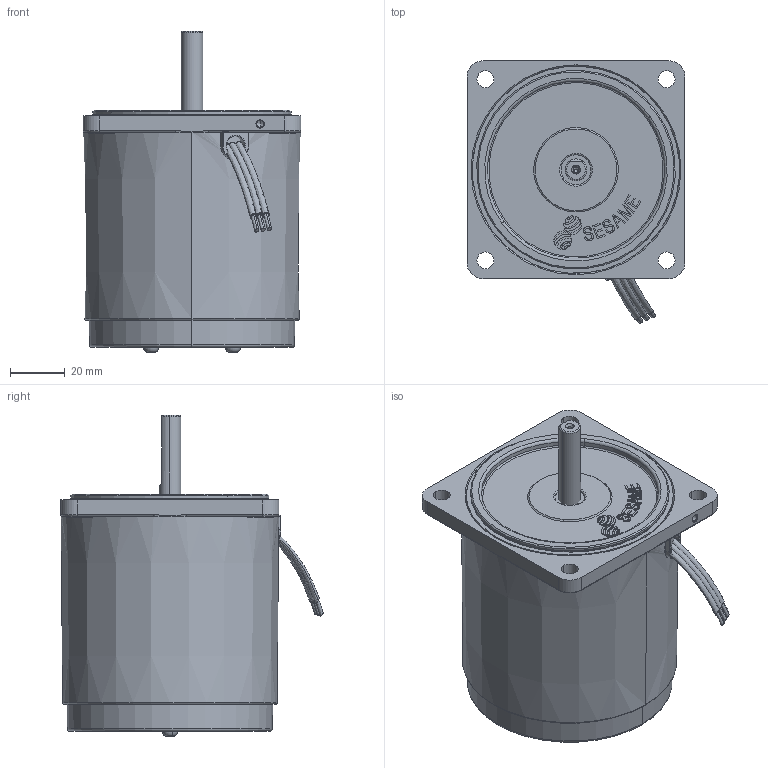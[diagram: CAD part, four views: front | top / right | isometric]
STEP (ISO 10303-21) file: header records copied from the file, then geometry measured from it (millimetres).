
FILE_DESCRIPTION (( 'STEP AP203' ), '1' );
FILE_NAME ('4RK25A-¡¼-5C150¡¼0000Z0.STEP', '2018-01-02T02:43:19', ( '' ), ( '' ), 'SwSTEP 2.0', 'SolidWorks 2010', '' );
FILE_SCHEMA (( 'CONFIG_CONTROL_DESIGN' ));
Length unit declared in the file: millimetre
Products named in the file (8): 出口線-3條; 4RK25A-〖-5C150〖0000Z0; 丸頭十字螺絲M3x6_B18.6.7M - M3 x 0.5 x 8 Type I Cross Recessed PHMS --8C; 線扣; M425A-RK_成品; C475-C473_C475成品-車工; 25A_3.研磨; 彈簧壓板M4φ40x1t_Default
Assembly tree (8 placements, depth 2):
  4RK25A-〖-5C150〖0000Z0
    丸頭十字螺絲M3x6_B18.6.7M - M3 x 0.5 x 8 Type I Cross Recessed PHMS --8C  x2
    出口線-3條
    C475-C473_C475成品-車工
    線扣
    彈簧壓板M4φ40x1t_Default
    M425A-RK_成品
    25A_3.研磨
Bounding box: 80 x 96.22 x 117.96 mm (x, y, z)
Volume: 421565 mm3; surface area: 50140.7 mm2
Topology: 10 solids, 10 shells, 520 faces, 1332 edges, 858 vertices
Faces by surface type: cylinder 215, plane 165, torus 59, bspline 47, cone 26, sphere 8
Entity records: 19308 total; most frequent: CARTESIAN_POINT 6296, DIRECTION 2675, ORIENTED_EDGE 2500, EDGE_CURVE 1250, AXIS2_PLACEMENT_3D 1079, VERTEX_POINT 810, CIRCLE 624, EDGE_LOOP 548
